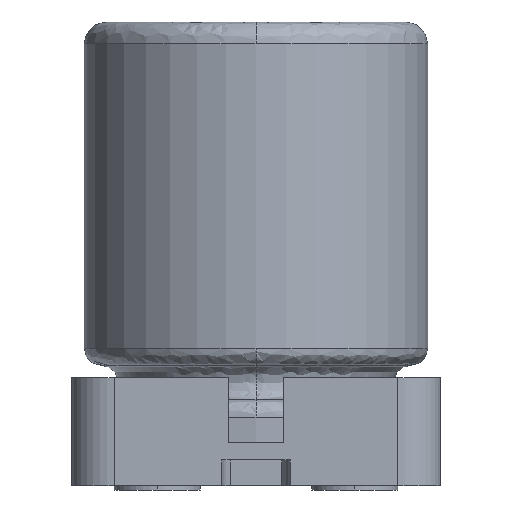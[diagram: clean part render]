
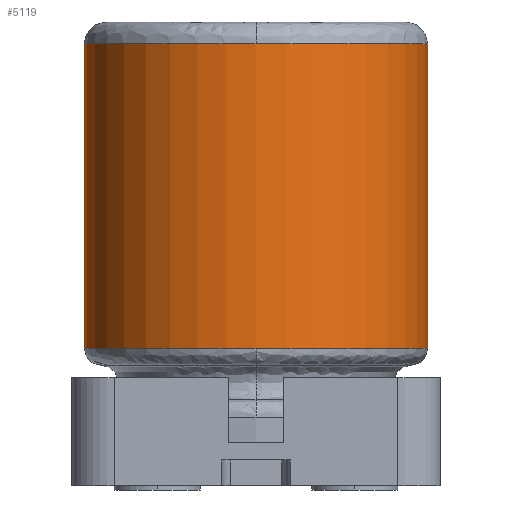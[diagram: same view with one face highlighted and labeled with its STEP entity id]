
A CAD part, left-side view. The second image highlights one B-rep face of the part: STEP entity #5119.
In plain terms, the highlighted cylindrical face has radius 2 mm (diameter 4 mm), a partial arc.
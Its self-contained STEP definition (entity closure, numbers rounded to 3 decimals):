
#227 = DIRECTION ( 'NONE',  ( 0., 0., -1. ) ) ;
#287 = CIRCLE ( 'NONE', #1696, 2. ) ;
#303 = EDGE_CURVE ( 'NONE', #4438, #4589, #4321, .T. ) ;
#348 = DIRECTION ( 'NONE',  ( 0., 0., -1. ) ) ;
#457 = AXIS2_PLACEMENT_3D ( 'NONE', #6512, #3324, #2777 ) ;
#977 = CARTESIAN_POINT ( 'NONE',  ( 0., -2., 1.6 ) ) ;
#1019 = DIRECTION ( 'NONE',  ( 0., 0., -1. ) ) ;
#1045 = CARTESIAN_POINT ( 'NONE',  ( 0., 0., 5.15 ) ) ;
#1112 = CIRCLE ( 'NONE', #4819, 2. ) ;
#1531 = LINE ( 'NONE', #2632, #4526 ) ;
#1608 = CARTESIAN_POINT ( 'NONE',  ( 0., -2., 5.15 ) ) ;
#1652 = CIRCLE ( 'NONE', #457, 2. ) ;
#1696 = AXIS2_PLACEMENT_3D ( 'NONE', #6557, #1863, #6043 ) ;
#1863 = DIRECTION ( 'NONE',  ( 0., 0., -1. ) ) ;
#1945 = DIRECTION ( 'NONE',  ( 0., 0., 1. ) ) ;
#2005 = EDGE_LOOP ( 'NONE', ( #3555, #4334, #2651, #3414, #6584, #6260 ) ) ;
#2079 = EDGE_CURVE ( 'NONE', #5152, #4965, #5982, .T. ) ;
#2096 = DIRECTION ( 'NONE',  ( 0., 1., 0. ) ) ;
#2248 = EDGE_CURVE ( 'NONE', #3436, #5152, #1112, .T. ) ;
#2256 = CARTESIAN_POINT ( 'NONE',  ( -2., 0., 1.6 ) ) ;
#2356 = AXIS2_PLACEMENT_3D ( 'NONE', #5034, #348, #6614 ) ;
#2426 = VECTOR ( 'NONE', #227, 1000. ) ;
#2632 = CARTESIAN_POINT ( 'NONE',  ( 0., -2., 3.375 ) ) ;
#2651 = ORIENTED_EDGE ( 'NONE', *, *, #2248, .T. ) ;
#2777 = DIRECTION ( 'NONE',  ( 0., 1., 0. ) ) ;
#2951 = CYLINDRICAL_SURFACE ( 'NONE', #2356, 2. ) ;
#2980 = EDGE_CURVE ( 'NONE', #4965, #4438, #1652, .T. ) ;
#3168 = VERTEX_POINT ( 'NONE', #1608 ) ;
#3324 = DIRECTION ( 'NONE',  ( 0., 0., 1. ) ) ;
#3414 = ORIENTED_EDGE ( 'NONE', *, *, #2079, .T. ) ;
#3436 = VERTEX_POINT ( 'NONE', #6490 ) ;
#3555 = ORIENTED_EDGE ( 'NONE', *, *, #4225, .F. ) ;
#3613 = DIRECTION ( 'NONE',  ( 0., 1., 0. ) ) ;
#4225 = EDGE_CURVE ( 'NONE', #3168, #4589, #1531, .T. ) ;
#4321 = CIRCLE ( 'NONE', #6528, 2. ) ;
#4334 = ORIENTED_EDGE ( 'NONE', *, *, #5622, .T. ) ;
#4371 = CARTESIAN_POINT ( 'NONE',  ( 0., 2., 1.6 ) ) ;
#4438 = VERTEX_POINT ( 'NONE', #2256 ) ;
#4526 = VECTOR ( 'NONE', #1019, 1000. ) ;
#4589 = VERTEX_POINT ( 'NONE', #977 ) ;
#4603 = CARTESIAN_POINT ( 'NONE',  ( 0., 0., 1.6 ) ) ;
#4819 = AXIS2_PLACEMENT_3D ( 'NONE', #1045, #5735, #2096 ) ;
#4838 = CARTESIAN_POINT ( 'NONE',  ( 0., 2., 3.375 ) ) ;
#4965 = VERTEX_POINT ( 'NONE', #4371 ) ;
#5034 = CARTESIAN_POINT ( 'NONE',  ( 0., 0., 3.375 ) ) ;
#5119 = ADVANCED_FACE ( 'NONE', ( #5646 ), #2951, .T. ) ;
#5152 = VERTEX_POINT ( 'NONE', #5743 ) ;
#5622 = EDGE_CURVE ( 'NONE', #3168, #3436, #287, .T. ) ;
#5646 = FACE_OUTER_BOUND ( 'NONE', #2005, .T. ) ;
#5735 = DIRECTION ( 'NONE',  ( 0., 0., -1. ) ) ;
#5743 = CARTESIAN_POINT ( 'NONE',  ( 0., 2., 5.15 ) ) ;
#5982 = LINE ( 'NONE', #4838, #2426 ) ;
#6043 = DIRECTION ( 'NONE',  ( 0., 1., 0. ) ) ;
#6260 = ORIENTED_EDGE ( 'NONE', *, *, #303, .T. ) ;
#6490 = CARTESIAN_POINT ( 'NONE',  ( -2., 0., 5.15 ) ) ;
#6512 = CARTESIAN_POINT ( 'NONE',  ( 0., 0., 1.6 ) ) ;
#6528 = AXIS2_PLACEMENT_3D ( 'NONE', #4603, #1945, #3613 ) ;
#6557 = CARTESIAN_POINT ( 'NONE',  ( 0., 0., 5.15 ) ) ;
#6584 = ORIENTED_EDGE ( 'NONE', *, *, #2980, .T. ) ;
#6614 = DIRECTION ( 'NONE',  ( 0., 1., 0. ) ) ;
